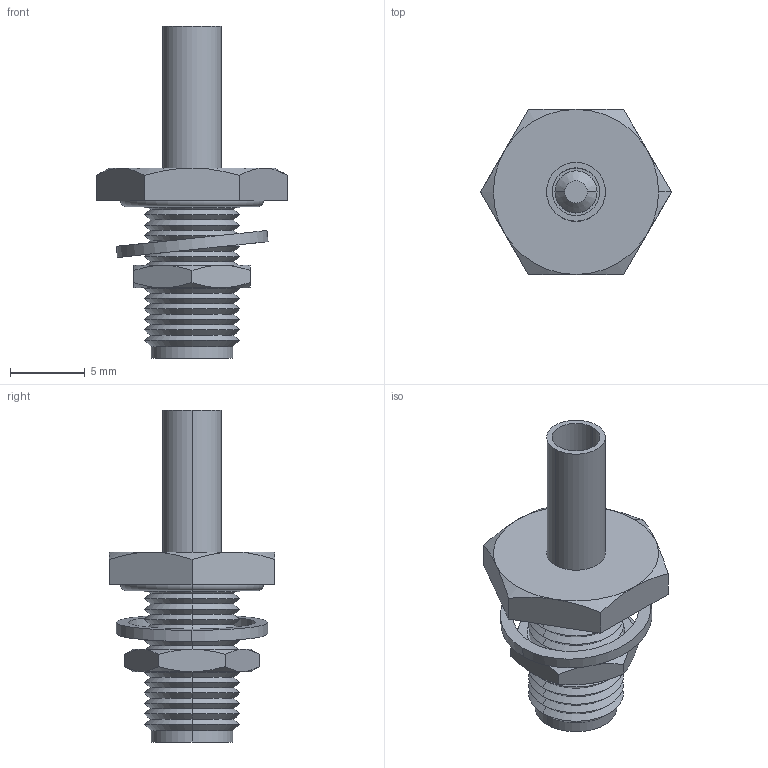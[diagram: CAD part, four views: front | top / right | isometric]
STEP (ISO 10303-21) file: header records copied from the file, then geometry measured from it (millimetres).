
FILE_DESCRIPTION (( 'STEP AP203' ), '1' );
FILE_NAME ('FMCN1913_3D.STEP', '2022-06-07T13:53:36', ( '' ), ( '' ), 'SwSTEP 2.0', 'SolidWorks 2021', '' );
FILE_SCHEMA (( 'CONFIG_CONTROL_DESIGN' ));
Length unit declared in the file: millimetre
Products named in the file (4): PE44643-MA2; FMCN1913_3D; PE44643-MA3; PE44643-MA1
Assembly tree (3 placements, depth 2):
  FMCN1913_3D
    PE44643-MA1
    PE44643-MA2
    PE44643-MA3
Bounding box: 12.75 x 11.04 x 22.2 mm (x, y, z)
Volume: 502.2 mm3; surface area: 1179.2 mm2
Topology: 3 solids, 3 shells, 129 faces, 264 edges, 149 vertices
Faces by surface type: cone 83, plane 26, cylinder 18, torus 2
Entity records: 3847 total; most frequent: CARTESIAN_POINT 708, DIRECTION 625, ORIENTED_EDGE 528, EDGE_CURVE 264, AXIS2_PLACEMENT_3D 262, VERTEX_POINT 149, EDGE_LOOP 141, ADVANCED_FACE 129
